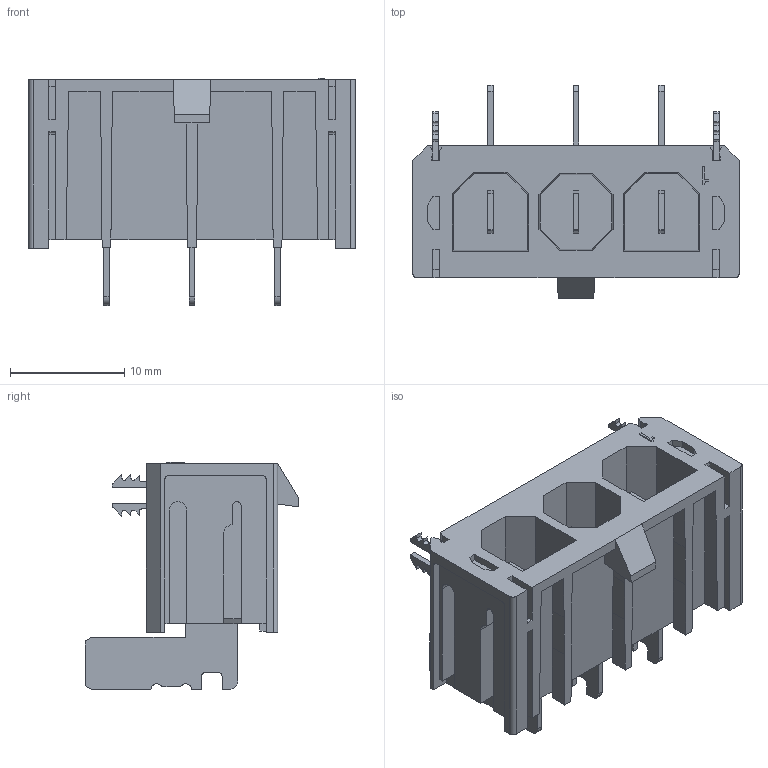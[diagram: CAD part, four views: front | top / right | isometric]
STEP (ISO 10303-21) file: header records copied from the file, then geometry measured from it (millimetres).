
FILE_DESCRIPTION((''),'2;1');
FILE_NAME('1720430306','2015-09-10T',('me'),(''),'PRO/ENGINEER BY PARAMETRIC TECHNOLOGY CORPORATION, 2011490','PRO/ENGINEER BY PARAMETRIC TECHNOLOGY CORPORATION, 2011490','');
FILE_SCHEMA(('CONFIG_CONTROL_DESIGN'));
Length unit declared in the file: millimetre
Products named in the file (1): 1720430306
Bounding box: 28.57 x 18.72 x 19.88 mm (x, y, z)
Volume: 2399.3 mm3; surface area: 3800.3 mm2
Topology: 1 solids, 1 shells, 480 faces, 1368 edges, 910 vertices
Faces by surface type: plane 330, cylinder 102, torus 48
Entity records: 15622 total; most frequent: CARTESIAN_POINT 2743, ORIENTED_EDGE 2704, DIRECTION 2648, EDGE_CURVE 1352, VECTOR 1050, LINE 1050, VERTEX_POINT 894, AXIS2_PLACEMENT_3D 799
